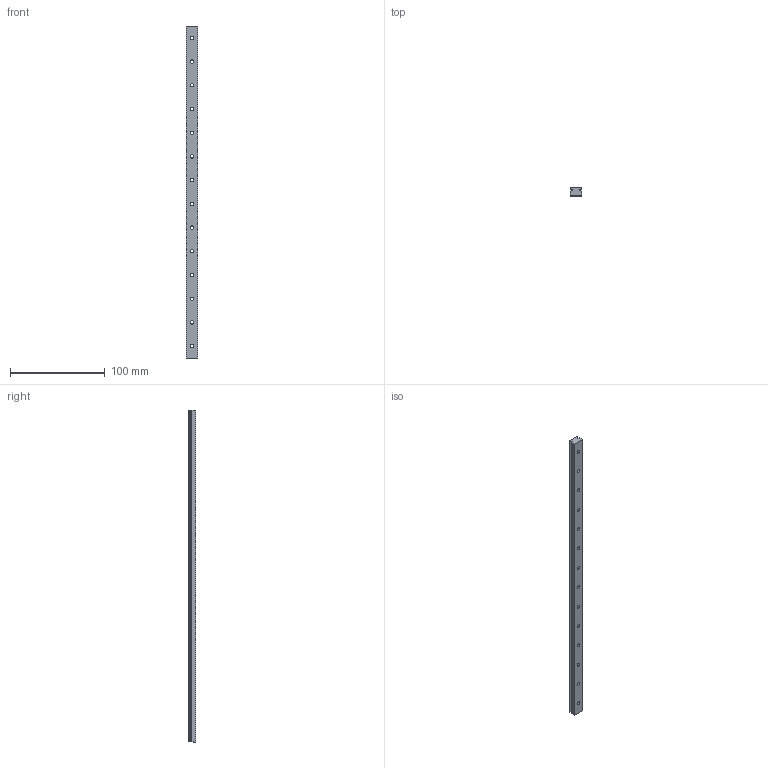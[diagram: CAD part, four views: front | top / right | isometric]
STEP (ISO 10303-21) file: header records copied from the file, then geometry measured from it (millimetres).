
FILE_DESCRIPTION(/* description */ ('STEP AP242','CAx-IF Rec.Pracs.---Representation and Presentation of Product Manufacturing Information (PMI)---4.0---2014-10-13','CAx-IF Rec.Pracs.---3D Tessellated Geometry---0.4---2014-09-14','2;1'),/* implementation_level */ '2;1');
FILE_NAME(/* name */ '67e335f35fb1f0681486dd5b',/* time_stamp */ '2025-03-25T23:02:11Z',/* author */ (''),/* organization */ (''),/* preprocessor_version */ 'ST-DEVELOPER v20',/* originating_system */ 'ONSHAPE BY PTC INC, 1.195',/* authorisation */ ' ');
FILE_SCHEMA (('AP242_MANAGED_MODEL_BASED_3D_ENGINEERING_MIM_LF { 1 0 10303 442 1 1 4 }'));
Length unit declared in the file: metre
Products named in the file (1): MGN12 350mm Rail
Bounding box: 12 x 7.94 x 350 mm (x, y, z)
Volume: 28651.6 mm3; surface area: 16900.3 mm2
Topology: 1 solids, 1 shells, 60 faces, 132 edges, 88 vertices
Faces by surface type: cylinder 36, plane 24
Full cylindrical faces by diameter (mm): 3.5 x14, 6 x14
Entity records: 1626 total; most frequent: DIRECTION 298, CARTESIAN_POINT 253, ORIENTED_EDGE 208, AXIS2_PLACEMENT_3D 133, EDGE_LOOP 130, FACE_BOUND 130, EDGE_CURVE 104, VERTEX_POINT 88
